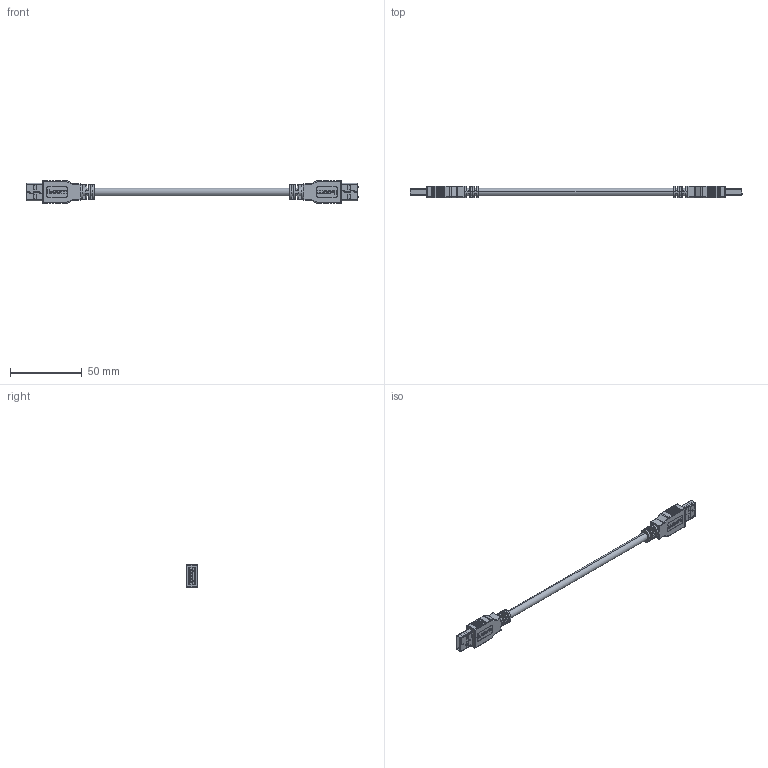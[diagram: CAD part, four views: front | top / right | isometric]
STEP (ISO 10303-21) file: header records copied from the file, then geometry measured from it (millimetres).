
FILE_DESCRIPTION (( 'STEP AP214' ), '1' );
FILE_NAME ('U3A00059.STEP', '2017-11-29T16:23:19', ( '' ), ( '' ), 'SwSTEP 2.0', 'SolidWorks 2014', '' );
FILE_SCHEMA (( 'AUTOMOTIVE_DESIGN' ));
Length unit declared in the file: inch
Products named in the file (9): MTN-594_NO CABLE; 1AA05-046-MA2_Without Crimp; 1AA05-046-MA1; MTN-593; 1AA05-046-MA3; U3A00059-MA1; U3A00059
Assembly tree (9 placements, depth 4):
  U3A00059
    U3A00059-MA1
    MTN-594_NO CABLE  x2
      MTN-593
        1AA05-046-MA3
        MTN-593
      1AA05-046-MA1
      1AA05-046-MA2_Without Crimp
      MTN-594_NO CABLE
Bounding box: 232 x 8 x 16 mm (x, y, z)
Volume: 12405.3 mm3; surface area: 14259.8 mm2
Topology: 39 solids, 39 shells, 2828 faces, 7594 edges, 4984 vertices
Faces by surface type: plane 2096, cylinder 472, bspline 216, torus 28, sphere 16
Entity records: 52496 total; most frequent: CARTESIAN_POINT 13656, ORIENTED_EDGE 7572, DIRECTION 6602, EDGE_CURVE 3786, LINE 2990, VECTOR 2990, VERTEX_POINT 2494, AXIS2_PLACEMENT_3D 1806
